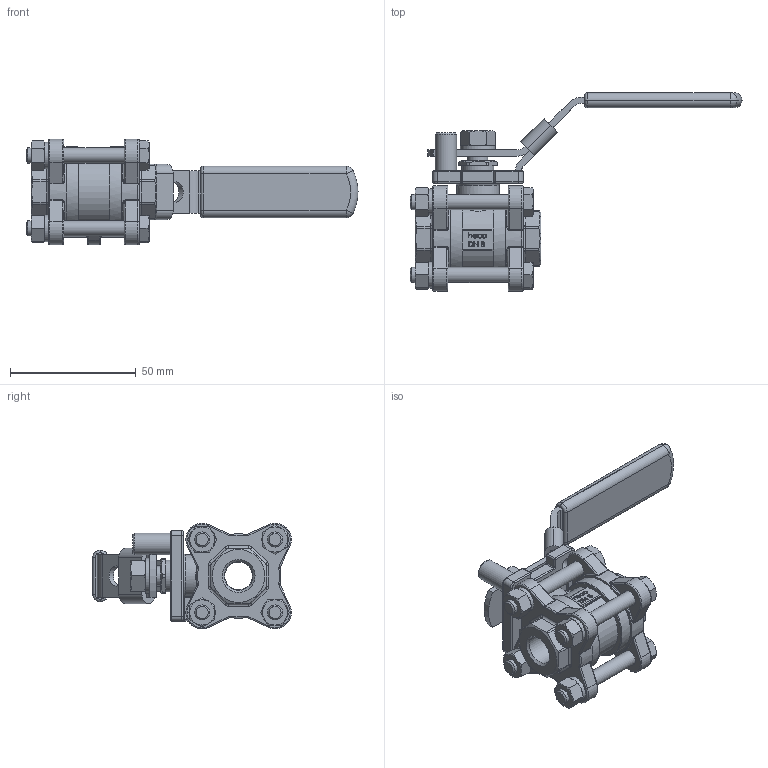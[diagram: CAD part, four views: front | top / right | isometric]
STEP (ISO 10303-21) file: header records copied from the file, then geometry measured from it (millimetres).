
FILE_DESCRIPTION (( 'STEP AP214' ), '1' );
FILE_NAME ('K3-014-0IG-4 Kugelhahn heco.STEP', '2013-08-05T14:31:19', ( 'test' ), ( '' ), 'SwSTEP 2.0', 'SolidWorks 2011', '' );
FILE_SCHEMA (( 'AUTOMOTIVE_DESIGN' ));
Length unit declared in the file: millimetre
Products named in the file (1): K3-014-0IG-4 Kugelhahn heco
Bounding box: 132 x 78.97 x 41.96 mm (x, y, z)
Volume: 63807 mm3; surface area: 27326.6 mm2
Topology: 1 solids, 1 shells, 986 faces, 2422 edges, 1493 vertices
Faces by surface type: plane 362, cylinder 217, bspline 191, torus 103, cone 101, sphere 12
Full cylindrical faces by diameter (mm): 4.2 x4, 6 x8, 6.6 x9, 8 x2, 8.5 x1, 10.5 x4, 11 x1, 11.44 x2, 12.7 x1, 14 x1, 20 x1, 32 x2, 33.6 x2
Entity records: 49806 total; most frequent: CARTESIAN_POINT 17415, ORIENTED_EDGE 4650, DIRECTION 4017, EDGE_CURVE 2325, AXIS2_PLACEMENT_3D 1486, VERTEX_POINT 1464, EDGE_LOOP 1131, LINE 1045
